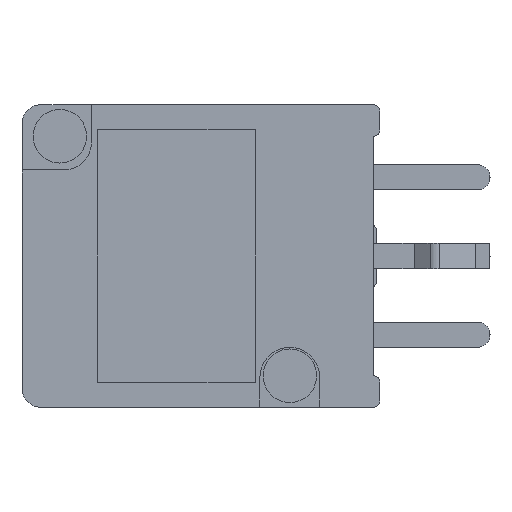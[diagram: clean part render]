
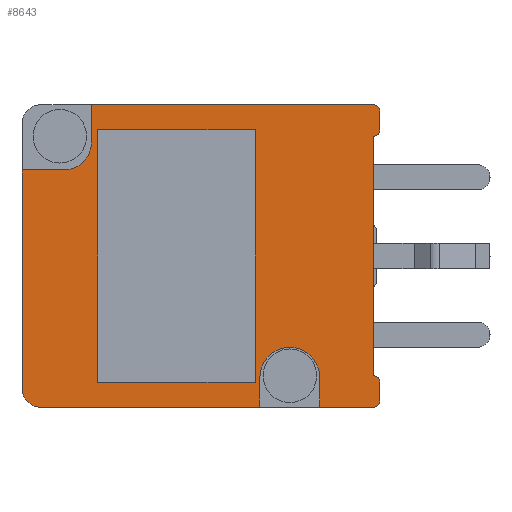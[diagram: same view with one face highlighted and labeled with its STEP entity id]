
A CAD part, left-side view. The second image highlights one B-rep face of the part: STEP entity #8643.
In plain terms, the highlighted planar face has unit normal (-1, 0, 0).
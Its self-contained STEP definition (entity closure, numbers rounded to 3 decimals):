
#1770=CARTESIAN_POINT('',(-25.05,-3.65,-3.85));
#1771=DIRECTION('',(-1.,0.,0.));
#1772=DIRECTION('',(0.,-1.,0.));
#1773=AXIS2_PLACEMENT_3D('',#1770,#1771,#1772);
#1775=CARTESIAN_POINT('',(-25.05,-3.65,-3.85));
#1776=DIRECTION('',(-1.,0.,0.));
#1777=DIRECTION('',(0.,0.,1.));
#1778=AXIS2_PLACEMENT_3D('',#1775,#1776,#1777);
#1780=DIRECTION('',(0.,0.,-1.));
#1781=VECTOR('',#1780,0.95);
#1782=CARTESIAN_POINT('',(-25.05,-2.7,-3.85));
#1783=LINE('',#1782,#1781);
#1784=DIRECTION('',(0.,1.,0.));
#1785=VECTOR('',#1784,6.95);
#1786=CARTESIAN_POINT('',(-25.05,-2.7,-4.8));
#1787=LINE('',#1786,#1785);
#1788=CARTESIAN_POINT('',(-25.05,4.25,-4.2));
#1789=DIRECTION('',(1.,0.,0.));
#1790=DIRECTION('',(0.,0.,-1.));
#1791=AXIS2_PLACEMENT_3D('',#1788,#1789,#1790);
#1793=DIRECTION('',(0.,0.,1.));
#1794=VECTOR('',#1793,6.93);
#1795=CARTESIAN_POINT('',(-25.05,4.85,-4.2));
#1796=LINE('',#1795,#1794);
#1797=CARTESIAN_POINT('',(-25.05,3.508,3.588));
#1798=DIRECTION('',(-1.,0.,0.));
#1799=DIRECTION('',(0.,0.,-1.));
#1800=AXIS2_PLACEMENT_3D('',#1797,#1798,#1799);
#1802=DIRECTION('',(0.,0.,1.));
#1803=VECTOR('',#1802,1.212);
#1804=CARTESIAN_POINT('',(-25.05,2.65,3.588));
#1805=LINE('',#1804,#1803);
#1806=DIRECTION('',(0.,-1.,0.));
#1807=VECTOR('',#1806,8.95);
#1808=CARTESIAN_POINT('',(-25.05,2.65,4.8));
#1809=LINE('',#1808,#1807);
#1810=CARTESIAN_POINT('',(-25.05,-6.3,4.6));
#1811=DIRECTION('',(1.,0.,0.));
#1812=DIRECTION('',(0.,0.,1.));
#1813=AXIS2_PLACEMENT_3D('',#1810,#1811,#1812);
#1815=CARTESIAN_POINT('',(-25.05,-6.3,4.));
#1816=DIRECTION('',(1.,0.,0.));
#1817=DIRECTION('',(0.,-1.,0.));
#1818=AXIS2_PLACEMENT_3D('',#1815,#1816,#1817);
#1820=DIRECTION('',(0.,0.,-1.));
#1821=VECTOR('',#1820,7.6);
#1822=CARTESIAN_POINT('',(-25.05,-6.3,3.8));
#1823=LINE('',#1822,#1821);
#1824=CARTESIAN_POINT('',(-25.05,-6.3,-4.));
#1825=DIRECTION('',(1.,0.,0.));
#1826=DIRECTION('',(0.,0.,1.));
#1827=AXIS2_PLACEMENT_3D('',#1824,#1825,#1826);
#1829=CARTESIAN_POINT('',(-25.05,-6.3,-4.6));
#1830=DIRECTION('',(1.,0.,0.));
#1831=DIRECTION('',(0.,-1.,0.));
#1832=AXIS2_PLACEMENT_3D('',#1829,#1830,#1831);
#1834=DIRECTION('',(0.,1.,0.));
#1835=VECTOR('',#1834,1.7);
#1836=CARTESIAN_POINT('',(-25.05,-6.3,-4.8));
#1837=LINE('',#1836,#1835);
#1838=DIRECTION('',(0.,0.,-1.));
#1839=VECTOR('',#1838,0.95);
#1840=CARTESIAN_POINT('',(-25.05,-4.6,-3.85));
#1841=LINE('',#1840,#1839);
#2048=DIRECTION('',(0.,1.,0.));
#2049=VECTOR('',#2048,1.342);
#2050=CARTESIAN_POINT('',(-25.05,3.508,2.73));
#2051=LINE('',#2050,#2049);
#2078=DIRECTION('',(0.,0.,1.));
#2079=VECTOR('',#2078,0.6);
#2080=CARTESIAN_POINT('',(-25.05,-6.5,4.));
#2081=LINE('',#2080,#2079);
#2121=DIRECTION('',(0.,0.,1.));
#2122=VECTOR('',#2121,0.6);
#2123=CARTESIAN_POINT('',(-25.05,-6.5,-4.6));
#2124=LINE('',#2123,#2122);
#2125=DIRECTION('',(0.,1.,0.));
#2126=VECTOR('',#2125,5.);
#2127=CARTESIAN_POINT('',(-25.05,-2.55,-4.));
#2128=LINE('',#2127,#2126);
#2133=DIRECTION('',(0.,0.,1.));
#2134=VECTOR('',#2133,8.);
#2135=CARTESIAN_POINT('',(-25.05,2.45,-4.));
#2136=LINE('',#2135,#2134);
#2141=DIRECTION('',(0.,-1.,0.));
#2142=VECTOR('',#2141,5.);
#2143=CARTESIAN_POINT('',(-25.05,2.45,4.));
#2144=LINE('',#2143,#2142);
#2149=DIRECTION('',(0.,0.,-1.));
#2150=VECTOR('',#2149,8.);
#2151=CARTESIAN_POINT('',(-25.05,-2.55,4.));
#2152=LINE('',#2151,#2150);
#5470=CARTESIAN_POINT('',(-25.05,-6.3,-3.8));
#5471=VERTEX_POINT('',#5470);
#5472=CARTESIAN_POINT('',(-25.05,-6.3,3.8));
#5473=VERTEX_POINT('',#5472);
#5658=CARTESIAN_POINT('',(-25.05,-6.3,4.8));
#5659=VERTEX_POINT('',#5658);
#5660=CARTESIAN_POINT('',(-25.05,2.65,4.8));
#5661=VERTEX_POINT('',#5660);
#5792=CARTESIAN_POINT('',(-25.05,4.25,-4.8));
#5793=VERTEX_POINT('',#5792);
#5794=CARTESIAN_POINT('',(-25.05,-2.7,-4.8));
#5795=VERTEX_POINT('',#5794);
#5800=CARTESIAN_POINT('',(-25.05,-4.6,-4.8));
#5801=VERTEX_POINT('',#5800);
#5802=CARTESIAN_POINT('',(-25.05,-6.3,-4.8));
#5803=VERTEX_POINT('',#5802);
#5870=CARTESIAN_POINT('',(-25.05,-6.5,4.));
#5871=VERTEX_POINT('',#5870);
#5872=CARTESIAN_POINT('',(-25.05,-4.6,-3.85));
#5873=VERTEX_POINT('',#5872);
#5874=CARTESIAN_POINT('',(-25.05,-3.65,-2.9));
#5875=VERTEX_POINT('',#5874);
#5876=CARTESIAN_POINT('',(-25.05,-2.7,-3.85));
#5877=VERTEX_POINT('',#5876);
#5878=CARTESIAN_POINT('',(-25.05,4.85,-4.2));
#5879=VERTEX_POINT('',#5878);
#5880=CARTESIAN_POINT('',(-25.05,4.85,2.73));
#5881=VERTEX_POINT('',#5880);
#5882=CARTESIAN_POINT('',(-25.05,3.508,2.73));
#5883=VERTEX_POINT('',#5882);
#5884=CARTESIAN_POINT('',(-25.05,2.65,3.588));
#5885=VERTEX_POINT('',#5884);
#5886=CARTESIAN_POINT('',(-25.05,-6.5,4.6));
#5887=VERTEX_POINT('',#5886);
#5888=CARTESIAN_POINT('',(-25.05,-6.5,-4.));
#5889=VERTEX_POINT('',#5888);
#5890=CARTESIAN_POINT('',(-25.05,-6.5,-4.6));
#5891=VERTEX_POINT('',#5890);
#5892=CARTESIAN_POINT('',(-25.05,-2.55,-4.));
#5893=CARTESIAN_POINT('',(-25.05,2.45,-4.));
#5894=VERTEX_POINT('',#5892);
#5895=VERTEX_POINT('',#5893);
#5896=CARTESIAN_POINT('',(-25.05,-2.55,4.));
#5897=VERTEX_POINT('',#5896);
#5898=CARTESIAN_POINT('',(-25.05,2.45,4.));
#5899=VERTEX_POINT('',#5898);
#8593=CARTESIAN_POINT('',(-25.05,4.85,-4.2));
#8594=DIRECTION('',(-1.,0.,0.));
#8595=DIRECTION('',(0.,0.,1.));
#8596=AXIS2_PLACEMENT_3D('',#8593,#8594,#8595);
#8597=PLANE('',#8596);
#8599=ORIENTED_EDGE('',*,*,#8598,.F.);
#8601=ORIENTED_EDGE('',*,*,#8600,.T.);
#8603=ORIENTED_EDGE('',*,*,#8602,.T.);
#8605=ORIENTED_EDGE('',*,*,#8604,.T.);
#8606=ORIENTED_EDGE('',*,*,#8392,.T.);
#8608=ORIENTED_EDGE('',*,*,#8607,.T.);
#8610=ORIENTED_EDGE('',*,*,#8609,.T.);
#8612=ORIENTED_EDGE('',*,*,#8611,.F.);
#8614=ORIENTED_EDGE('',*,*,#8613,.T.);
#8616=ORIENTED_EDGE('',*,*,#8615,.T.);
#8617=ORIENTED_EDGE('',*,*,#8228,.T.);
#8619=ORIENTED_EDGE('',*,*,#8618,.T.);
#8621=ORIENTED_EDGE('',*,*,#8620,.F.);
#8622=ORIENTED_EDGE('',*,*,#8585,.T.);
#8623=ORIENTED_EDGE('',*,*,#8460,.T.);
#8625=ORIENTED_EDGE('',*,*,#8624,.T.);
#8627=ORIENTED_EDGE('',*,*,#8626,.F.);
#8629=ORIENTED_EDGE('',*,*,#8628,.T.);
#8630=ORIENTED_EDGE('',*,*,#8400,.T.);
#8631=EDGE_LOOP('',(#8599,#8601,#8603,#8605,#8606,#8608,#8610,#8612,#8614,#8616,
#8617,#8619,#8621,#8622,#8623,#8625,#8627,#8629,#8630));
#8632=FACE_OUTER_BOUND('',#8631,.F.);
#8634=ORIENTED_EDGE('',*,*,#8633,.F.);
#8636=ORIENTED_EDGE('',*,*,#8635,.F.);
#8638=ORIENTED_EDGE('',*,*,#8637,.F.);
#8640=ORIENTED_EDGE('',*,*,#8639,.F.);
#8641=EDGE_LOOP('',(#8634,#8636,#8638,#8640));
#8642=FACE_BOUND('',#8641,.F.);
#8643=ADVANCED_FACE('',(#8632,#8642),#8597,.T.);
#1774=CIRCLE('',#1773,0.95);
#1779=CIRCLE('',#1778,0.95);
#1792=CIRCLE('',#1791,0.6);
#1801=CIRCLE('',#1800,0.858);
#1814=CIRCLE('',#1813,0.2);
#1819=CIRCLE('',#1818,0.2);
#1828=CIRCLE('',#1827,0.2);
#1833=CIRCLE('',#1832,0.2);
#8228=EDGE_CURVE('',#5661,#5659,#1809,.T.);
#8392=EDGE_CURVE('',#5795,#5793,#1787,.T.);
#8400=EDGE_CURVE('',#5803,#5801,#1837,.T.);
#8460=EDGE_CURVE('',#5473,#5471,#1823,.T.);
#8585=EDGE_CURVE('',#5871,#5473,#1819,.T.);
#8598=EDGE_CURVE('',#5873,#5801,#1841,.T.);
#8600=EDGE_CURVE('',#5873,#5875,#1774,.T.);
#8602=EDGE_CURVE('',#5875,#5877,#1779,.T.);
#8604=EDGE_CURVE('',#5877,#5795,#1783,.T.);
#8607=EDGE_CURVE('',#5793,#5879,#1792,.T.);
#8609=EDGE_CURVE('',#5879,#5881,#1796,.T.);
#8611=EDGE_CURVE('',#5883,#5881,#2051,.T.);
#8613=EDGE_CURVE('',#5883,#5885,#1801,.T.);
#8615=EDGE_CURVE('',#5885,#5661,#1805,.T.);
#8618=EDGE_CURVE('',#5659,#5887,#1814,.T.);
#8620=EDGE_CURVE('',#5871,#5887,#2081,.T.);
#8624=EDGE_CURVE('',#5471,#5889,#1828,.T.);
#8626=EDGE_CURVE('',#5891,#5889,#2124,.T.);
#8628=EDGE_CURVE('',#5891,#5803,#1833,.T.);
#8633=EDGE_CURVE('',#5894,#5895,#2128,.T.);
#8635=EDGE_CURVE('',#5897,#5894,#2152,.T.);
#8637=EDGE_CURVE('',#5899,#5897,#2144,.T.);
#8639=EDGE_CURVE('',#5895,#5899,#2136,.T.);
